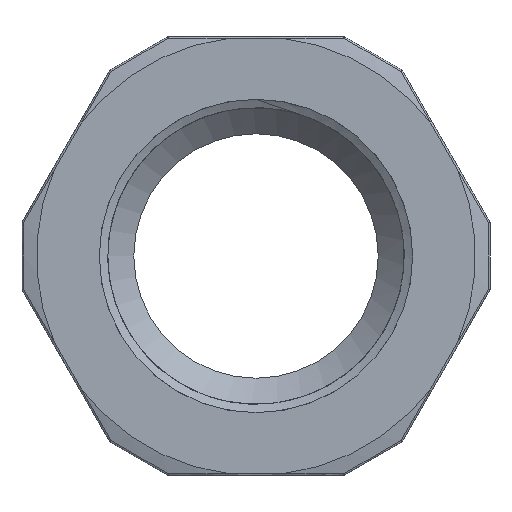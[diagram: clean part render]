
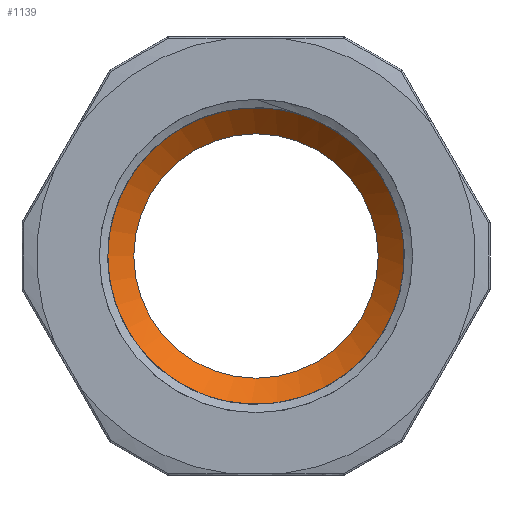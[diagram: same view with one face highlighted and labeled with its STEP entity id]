
A CAD part, left-side view. The second image highlights one B-rep face of the part: STEP entity #1139.
In plain terms, the highlighted conical face has half-angle 45.668 degrees and reference radius 12.328 mm.
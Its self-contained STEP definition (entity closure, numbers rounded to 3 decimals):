
#23=FACE_BOUND('',#389,.T.);
#54=CONICAL_SURFACE('',#1267,12.328,45.668);
#308=FACE_OUTER_BOUND('',#388,.T.);
#388=EDGE_LOOP('',(#1043,#1044));
#389=EDGE_LOOP('',(#1045));
#450=CIRCLE('',#1244,13.52);
#456=CIRCLE('',#1266,11.135);
#457=CIRCLE('',#1268,13.52);
#542=VERTEX_POINT('',#2392);
#543=VERTEX_POINT('',#2498);
#563=VERTEX_POINT('',#5250);
#698=EDGE_CURVE('',#542,#543,#450,.T.);
#727=EDGE_CURVE('',#563,#563,#456,.T.);
#728=EDGE_CURVE('',#543,#542,#457,.T.);
#1043=ORIENTED_EDGE('',*,*,#728,.F.);
#1044=ORIENTED_EDGE('',*,*,#698,.F.);
#1045=ORIENTED_EDGE('',*,*,#727,.T.);
#1139=ADVANCED_FACE('',(#308,#23),#54,.F.);
#1244=AXIS2_PLACEMENT_3D('',#2499,#1499,#1500);
#1266=AXIS2_PLACEMENT_3D('',#5251,#1549,#1550);
#1267=AXIS2_PLACEMENT_3D('',#5252,#1551,#1552);
#1268=AXIS2_PLACEMENT_3D('',#5253,#1553,#1554);
#1499=DIRECTION('center_axis',(1.,0.,0.));
#1500=DIRECTION('ref_axis',(0.,0.,-1.));
#1549=DIRECTION('center_axis',(1.,0.,0.));
#1550=DIRECTION('ref_axis',(0.,0.,-1.));
#1551=DIRECTION('center_axis',(-1.,0.,0.));
#1552=DIRECTION('ref_axis',(0.,1.,0.));
#1553=DIRECTION('center_axis',(1.,0.,0.));
#1554=DIRECTION('ref_axis',(0.,0.,-1.));
#2392=CARTESIAN_POINT('',(-4.25,0.283,13.517));
#2498=CARTESIAN_POINT('',(-4.25,-5.757,12.233));
#2499=CARTESIAN_POINT('Origin',(-4.25,0.,0.));
#5250=CARTESIAN_POINT('',(-1.92,11.135,0.));
#5251=CARTESIAN_POINT('Origin',(-1.92,0.,0.));
#5252=CARTESIAN_POINT('Origin',(-3.085,0.,0.));
#5253=CARTESIAN_POINT('Origin',(-4.25,0.,0.));
